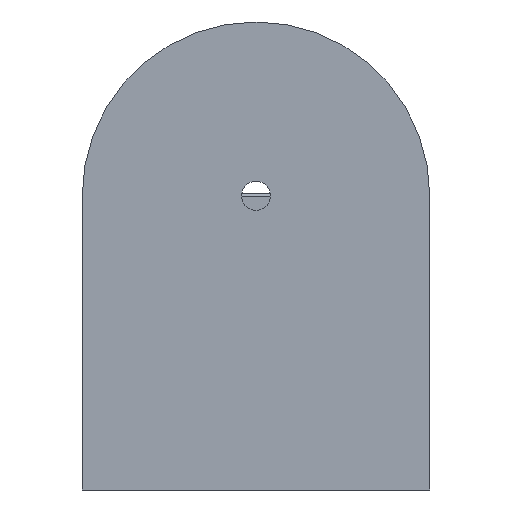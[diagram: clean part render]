
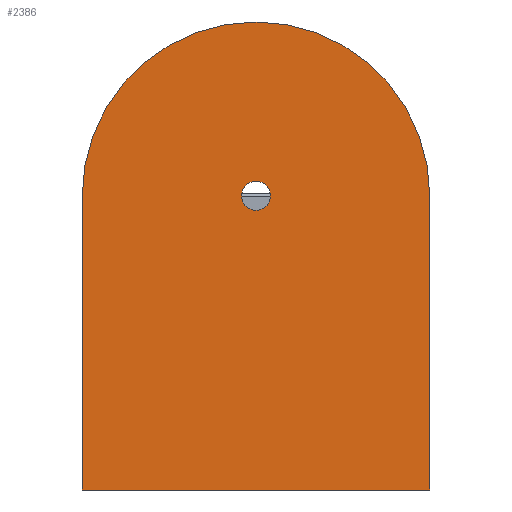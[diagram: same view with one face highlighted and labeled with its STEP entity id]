
A CAD part, left-side view. The second image highlights one B-rep face of the part: STEP entity #2386.
In plain terms, the highlighted planar face has unit normal (-1, 0, 0).
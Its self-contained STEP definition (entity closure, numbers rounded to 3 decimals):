
#81=FACE_BOUND('',#429,.T.);
#160=PLANE('',#2603);
#243=FACE_OUTER_BOUND('',#428,.T.);
#428=EDGE_LOOP('',(#1814,#1815,#1816,#1817));
#429=EDGE_LOOP('',(#1818));
#629=LINE('',#3812,#796);
#633=LINE('',#3820,#800);
#636=LINE('',#3826,#803);
#796=VECTOR('',#3047,10.);
#800=VECTOR('',#3053,10.);
#803=VECTOR('',#3058,10.);
#964=CIRCLE('',#2595,2.5);
#965=CIRCLE('',#2600,30.);
#1139=VERTEX_POINT('',#3806);
#1140=VERTEX_POINT('',#3810);
#1141=VERTEX_POINT('',#3811);
#1144=VERTEX_POINT('',#3819);
#1146=VERTEX_POINT('',#3825);
#1376=EDGE_CURVE('',#1139,#1139,#964,.T.);
#1377=EDGE_CURVE('',#1140,#1141,#629,.T.);
#1381=EDGE_CURVE('',#1144,#1140,#633,.T.);
#1384=EDGE_CURVE('',#1146,#1144,#636,.T.);
#1387=EDGE_CURVE('',#1141,#1146,#965,.T.);
#1814=ORIENTED_EDGE('',*,*,#1387,.F.);
#1815=ORIENTED_EDGE('',*,*,#1377,.F.);
#1816=ORIENTED_EDGE('',*,*,#1381,.F.);
#1817=ORIENTED_EDGE('',*,*,#1384,.F.);
#1818=ORIENTED_EDGE('',*,*,#1376,.F.);
#2386=ADVANCED_FACE('',(#243,#81),#160,.F.);
#2595=AXIS2_PLACEMENT_3D('',#3808,#3043,#3044);
#2600=AXIS2_PLACEMENT_3D('',#3831,#3063,#3064);
#2603=AXIS2_PLACEMENT_3D('',#3834,#3069,#3070);
#3043=DIRECTION('center_axis',(-1.,0.,0.));
#3044=DIRECTION('ref_axis',(0.,1.,0.));
#3047=DIRECTION('',(0.,0.,1.));
#3053=DIRECTION('',(0.,1.,0.));
#3058=DIRECTION('',(0.,0.,-1.));
#3063=DIRECTION('center_axis',(1.,0.,0.));
#3064=DIRECTION('ref_axis',(0.,1.,0.));
#3069=DIRECTION('center_axis',(1.,0.,0.));
#3070=DIRECTION('ref_axis',(0.,1.,0.));
#3806=CARTESIAN_POINT('',(-331.6,27.5,50.8));
#3808=CARTESIAN_POINT('Origin',(-331.6,30.,50.8));
#3810=CARTESIAN_POINT('',(-331.6,60.,0.));
#3811=CARTESIAN_POINT('',(-331.6,60.,50.8));
#3812=CARTESIAN_POINT('',(-331.6,60.,0.));
#3819=CARTESIAN_POINT('',(-331.6,0.,0.));
#3820=CARTESIAN_POINT('',(-331.6,0.,0.));
#3825=CARTESIAN_POINT('',(-331.6,0.,50.8));
#3826=CARTESIAN_POINT('',(-331.6,0.,50.8));
#3831=CARTESIAN_POINT('Origin',(-331.6,30.,50.8));
#3834=CARTESIAN_POINT('Origin',(-331.6,30.,40.4));
